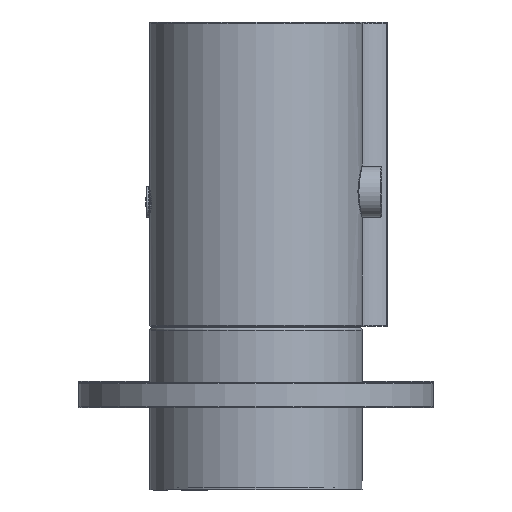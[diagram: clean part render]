
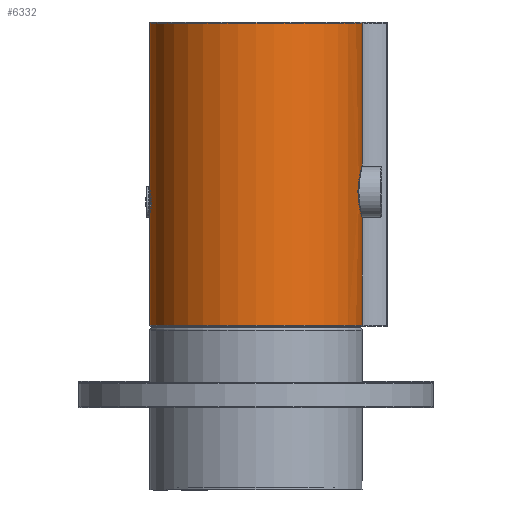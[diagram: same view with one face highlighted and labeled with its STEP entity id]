
A CAD part, front view. The second image highlights one B-rep face of the part: STEP entity #6332.
In plain terms, the highlighted cylindrical face has radius 21 mm (diameter 42 mm), a full revolution.
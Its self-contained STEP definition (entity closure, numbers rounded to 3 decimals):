
#118=B_SPLINE_CURVE_WITH_KNOTS('',3,(#8742,#8743,#8744,#8745,#8746,#8747,
#8748,#8749,#8750,#8751,#8752),.UNSPECIFIED.,.T.,.F.,(1,1,1,1,1,1,1,1,1,
1,1,1,1,1,1),(-0.007,-0.005,-0.002,
0.,0.002,0.005,0.007,
0.009,0.012,0.014,0.016,
0.019,0.021,0.023,0.026),
 .UNSPECIFIED.);
#119=B_SPLINE_CURVE_WITH_KNOTS('',3,(#8756,#8757,#8758,#8759,#8760,#8761,
#8762,#8763,#8764,#8765,#8766,#8767,#8768,#8769,#8770,#8771,#8772,#8773,
#8774),.UNSPECIFIED.,.T.,.F.,(1,1,1,1,1,1,1,1,1,1,1,1,1,1,1,1,1,1,1,1,1,
1,1),(-0.006,-0.004,-0.002,0.,
0.002,0.004,0.006,0.008,
0.011,0.013,0.015,0.017,
0.019,0.021,0.023,0.025,
0.027,0.03,0.032,0.034,
0.036,0.038,0.04),.UNSPECIFIED.);
#1108=ORIENTED_EDGE('',*,*,#2311,.T.);
#1109=ORIENTED_EDGE('',*,*,#2312,.T.);
#1110=ORIENTED_EDGE('',*,*,#2313,.T.);
#1111=ORIENTED_EDGE('',*,*,#2314,.T.);
#2311=EDGE_CURVE('',#2926,#2926,#118,.T.);
#2312=EDGE_CURVE('',#2927,#2927,#3371,.F.);
#2313=EDGE_CURVE('',#2928,#2928,#119,.T.);
#2314=EDGE_CURVE('',#2929,#2929,#3372,.T.);
#2926=VERTEX_POINT('',#8753);
#2927=VERTEX_POINT('',#8755);
#2928=VERTEX_POINT('',#8775);
#2929=VERTEX_POINT('',#8777);
#3371=CIRCLE('',#6752,21.);
#3372=CIRCLE('',#6753,21.);
#3631=EDGE_LOOP('',(#1108));
#3632=EDGE_LOOP('',(#1109));
#3633=EDGE_LOOP('',(#1110));
#3634=EDGE_LOOP('',(#1111));
#4106=FACE_BOUND('',#3631,.T.);
#4107=FACE_BOUND('',#3632,.T.);
#4108=FACE_BOUND('',#3633,.T.);
#4109=FACE_BOUND('',#3634,.T.);
#4533=CYLINDRICAL_SURFACE('',#6751,21.);
#6332=ADVANCED_FACE('',(#4106,#4107,#4108,#4109),#4533,.T.);
#6751=AXIS2_PLACEMENT_3D('',#8741,#7405,#7406);
#6752=AXIS2_PLACEMENT_3D('',#8754,#7407,#7408);
#6753=AXIS2_PLACEMENT_3D('',#8776,#7409,#7410);
#7405=DIRECTION('',(0.,-1.,0.));
#7406=DIRECTION('',(0.,0.,-1.));
#7407=DIRECTION('',(0.,1.,0.));
#7408=DIRECTION('',(0.,0.,1.));
#7409=DIRECTION('',(0.,1.,0.));
#7410=DIRECTION('',(0.,0.,1.));
#8741=CARTESIAN_POINT('',(0.,60.,0.));
#8742=CARTESIAN_POINT('',(2.327,26.818,-20.895));
#8743=CARTESIAN_POINT('',(0.,27.766,-21.052));
#8744=CARTESIAN_POINT('',(-2.327,26.819,-20.895));
#8745=CARTESIAN_POINT('',(-3.304,24.498,-20.734));
#8746=CARTESIAN_POINT('',(-2.327,22.182,-20.895));
#8747=CARTESIAN_POINT('',(-0.003,21.234,-21.052));
#8748=CARTESIAN_POINT('',(2.326,22.18,-20.895));
#8749=CARTESIAN_POINT('',(3.304,24.499,-20.734));
#8750=CARTESIAN_POINT('',(2.327,26.818,-20.895));
#8751=CARTESIAN_POINT('',(0.,27.766,-21.052));
#8752=CARTESIAN_POINT('',(-2.327,26.819,-20.895));
#8753=CARTESIAN_POINT('',(0.,27.45,-21.));
#8754=CARTESIAN_POINT('',(0.,59.8,0.));
#8755=CARTESIAN_POINT('',(0.,59.8,21.));
#8756=CARTESIAN_POINT('',(5.063,28.605,20.386));
#8757=CARTESIAN_POINT('',(5.495,26.499,20.267));
#8758=CARTESIAN_POINT('',(5.064,24.397,20.385));
#8759=CARTESIAN_POINT('',(3.87,22.645,20.659));
#8760=CARTESIAN_POINT('',(2.094,21.474,20.927));
#8761=CARTESIAN_POINT('',(-0.005,21.062,21.037));
#8762=CARTESIAN_POINT('',(-2.1,21.477,20.926));
#8763=CARTESIAN_POINT('',(-3.87,22.645,20.659));
#8764=CARTESIAN_POINT('',(-5.064,24.399,20.385));
#8765=CARTESIAN_POINT('',(-5.494,26.496,20.268));
#8766=CARTESIAN_POINT('',(-5.065,28.603,20.385));
#8767=CARTESIAN_POINT('',(-3.872,30.352,20.659));
#8768=CARTESIAN_POINT('',(-2.102,31.523,20.926));
#8769=CARTESIAN_POINT('',(-0.004,31.938,21.037));
#8770=CARTESIAN_POINT('',(2.096,31.525,20.927));
#8771=CARTESIAN_POINT('',(3.868,30.356,20.66));
#8772=CARTESIAN_POINT('',(5.063,28.605,20.386));
#8773=CARTESIAN_POINT('',(5.495,26.499,20.267));
#8774=CARTESIAN_POINT('',(5.064,24.397,20.385));
#8775=CARTESIAN_POINT('',(5.351,26.5,20.307));
#8776=CARTESIAN_POINT('',(0.,0.2,0.));
#8777=CARTESIAN_POINT('',(0.,0.2,21.));
